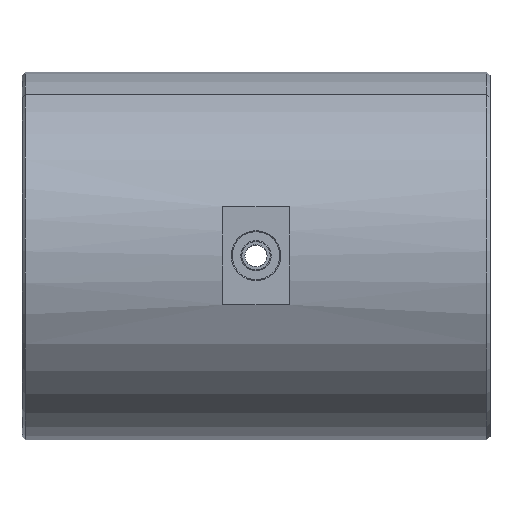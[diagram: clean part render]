
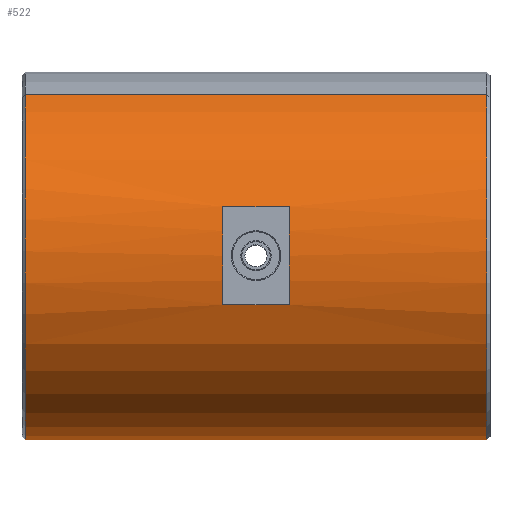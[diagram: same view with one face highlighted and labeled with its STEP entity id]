
A CAD part, top view. The second image highlights one B-rep face of the part: STEP entity #522.
In plain terms, the highlighted cylindrical face has radius 55 mm (diameter 110 mm), a partial arc.
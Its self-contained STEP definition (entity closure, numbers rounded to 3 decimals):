
#449=CARTESIAN_POINT('Axis2P3D Location',(70.,0.,0.)) ;
#454=CARTESIAN_POINT('Line Origine',(70.,48.267,26.368)) ;
#458=CARTESIAN_POINT('Vertex',(139.,48.267,26.368)) ;
#460=CARTESIAN_POINT('Vertex',(1.,48.267,26.368)) ;
#463=CARTESIAN_POINT('Axis2P3D Location',(1.,0.,0.)) ;
#467=CARTESIAN_POINT('Vertex',(1.,-48.267,-26.368)) ;
#470=CARTESIAN_POINT('Line Origine',(70.,-48.267,-26.368)) ;
#474=CARTESIAN_POINT('Vertex',(139.,-48.267,-26.368)) ;
#477=CARTESIAN_POINT('Axis2P3D Location',(139.,0.,0.)) ;
#488=CARTESIAN_POINT('Line Origine',(70.,-14.697,53.)) ;
#492=CARTESIAN_POINT('Vertex',(60.,-14.697,53.)) ;
#494=CARTESIAN_POINT('Vertex',(80.,-14.697,53.)) ;
#497=CARTESIAN_POINT('Axis2P3D Location',(60.,0.,0.)) ;
#501=CARTESIAN_POINT('Vertex',(60.,14.697,53.)) ;
#504=CARTESIAN_POINT('Line Origine',(70.,14.697,53.)) ;
#508=CARTESIAN_POINT('Vertex',(80.,14.697,53.)) ;
#511=CARTESIAN_POINT('Axis2P3D Location',(80.,0.,0.)) ;
#450=DIRECTION('Axis2P3D Direction',(1.,0.,0.)) ;
#451=DIRECTION('Axis2P3D XDirection',(0.,0.878,0.479)) ;
#455=DIRECTION('Vector Direction',(1.,0.,0.)) ;
#464=DIRECTION('Axis2P3D Direction',(1.,0.,0.)) ;
#471=DIRECTION('Vector Direction',(1.,0.,0.)) ;
#478=DIRECTION('Axis2P3D Direction',(1.,0.,0.)) ;
#489=DIRECTION('Vector Direction',(1.,0.,0.)) ;
#498=DIRECTION('Axis2P3D Direction',(1.,0.,0.)) ;
#505=DIRECTION('Vector Direction',(1.,0.,0.)) ;
#512=DIRECTION('Axis2P3D Direction',(1.,0.,0.)) ;
#452=AXIS2_PLACEMENT_3D('Cylinder Axis2P3D',#449,#450,#451) ;
#465=AXIS2_PLACEMENT_3D('Circle Axis2P3D',#463,#464,$) ;
#479=AXIS2_PLACEMENT_3D('Circle Axis2P3D',#477,#478,$) ;
#499=AXIS2_PLACEMENT_3D('Circle Axis2P3D',#497,#498,$) ;
#513=AXIS2_PLACEMENT_3D('Circle Axis2P3D',#511,#512,$) ;
#483=ORIENTED_EDGE('',*,*,#462,.T.) ;
#484=ORIENTED_EDGE('',*,*,#469,.T.) ;
#485=ORIENTED_EDGE('',*,*,#476,.F.) ;
#486=ORIENTED_EDGE('',*,*,#481,.F.) ;
#517=ORIENTED_EDGE('',*,*,#496,.F.) ;
#518=ORIENTED_EDGE('',*,*,#503,.T.) ;
#519=ORIENTED_EDGE('',*,*,#510,.T.) ;
#520=ORIENTED_EDGE('',*,*,#515,.T.) ;
#521=FACE_BOUND('',#516,.T.) ;
#456=VECTOR('Line Direction',#455,1.) ;
#472=VECTOR('Line Direction',#471,1.) ;
#490=VECTOR('Line Direction',#489,1.) ;
#506=VECTOR('Line Direction',#505,1.) ;
#522=ADVANCED_FACE('Konstruktionskoerper',(#487,#521),#453,.T.) ;
#466=CIRCLE('generated circle',#465,55.) ;
#480=CIRCLE('generated circle',#479,55.) ;
#500=CIRCLE('generated circle',#499,55.) ;
#514=CIRCLE('generated circle',#513,55.) ;
#453=CYLINDRICAL_SURFACE('generated cylinder',#452,55.) ;
#462=EDGE_CURVE('',#459,#461,#457,.F.) ;
#469=EDGE_CURVE('',#461,#468,#466,.T.) ;
#476=EDGE_CURVE('',#475,#468,#473,.F.) ;
#481=EDGE_CURVE('',#459,#475,#480,.T.) ;
#496=EDGE_CURVE('',#493,#495,#491,.T.) ;
#503=EDGE_CURVE('',#493,#502,#500,.F.) ;
#510=EDGE_CURVE('',#502,#509,#507,.T.) ;
#515=EDGE_CURVE('',#509,#495,#514,.T.) ;
#482=EDGE_LOOP('',(#483,#484,#485,#486)) ;
#516=EDGE_LOOP('',(#517,#518,#519,#520)) ;
#487=FACE_OUTER_BOUND('',#482,.T.) ;
#457=LINE('Line',#454,#456) ;
#473=LINE('Line',#470,#472) ;
#491=LINE('Line',#488,#490) ;
#507=LINE('Line',#504,#506) ;
#459=VERTEX_POINT('',#458) ;
#461=VERTEX_POINT('',#460) ;
#468=VERTEX_POINT('',#467) ;
#475=VERTEX_POINT('',#474) ;
#493=VERTEX_POINT('',#492) ;
#495=VERTEX_POINT('',#494) ;
#502=VERTEX_POINT('',#501) ;
#509=VERTEX_POINT('',#508) ;
